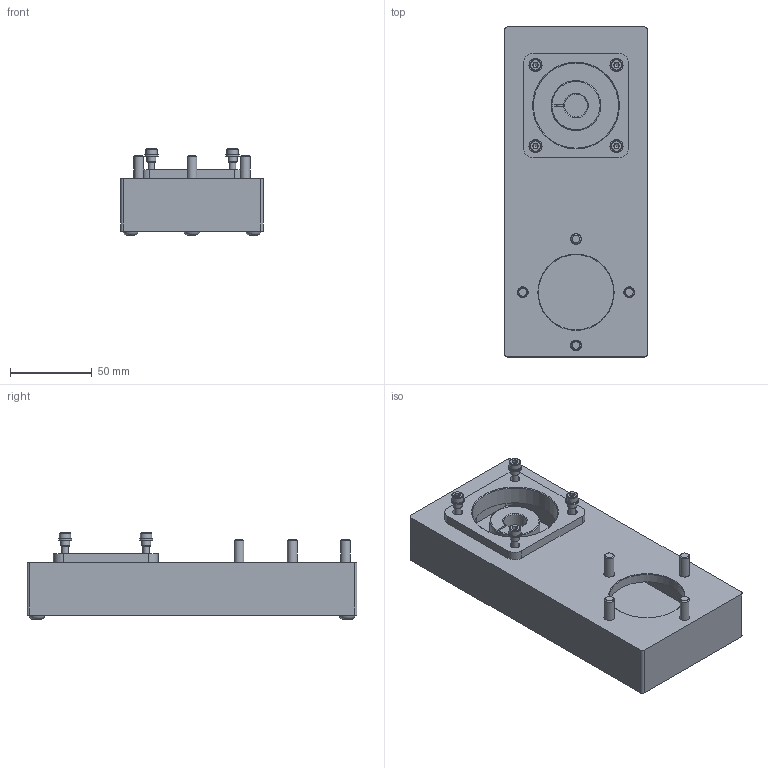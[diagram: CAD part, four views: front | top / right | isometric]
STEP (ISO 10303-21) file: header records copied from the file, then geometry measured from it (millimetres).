
FILE_DESCRIPTION(/* description */ ('STEP AP214'),/* implementation_level */ '2;1');
FILE_NAME(/* name */ '4824069_EAMM-U-87-T46-60P-114',/* time_stamp */ '2024-08-26T16:19:16+02:00',/* author */ ('License CC BY-ND 4.0'),/* organization */ ('CADENAS'),/* preprocessor_version */ 'ST-DEVELOPER v19.3',/* originating_system */ 'PARTsolutions',/* authorisation */ ' ');
FILE_SCHEMA (('AUTOMOTIVE_DESIGN {1 0 10303 214 3 1 1}'));
Length unit declared in the file: millimetre
Products named in the file (9): 4824069 EAMM-U-87-T46-60P-114; 4824069 EAMM-U-87-T46-60P-114---(P); ISO-4762 M6x20; ISO-4762 M4x20; 8098119 M4; 8095657 M4-2ST; 8160575 EAMC-30-GB16-D14x10-M; 4643583 EAMC-30-GS16-N; ISO-4762 M4x12
Assembly tree (20 placements, depth 2):
  4824069 EAMM-U-87-T46-60P-114
    4824069 EAMM-U-87-T46-60P-114---(P)
    ISO-4762 M6x20  x4
    ISO-4762 M4x20  x4
    8098119 M4  x4
    8095657 M4-2ST  x4
    8160575 EAMC-30-GB16-D14x10-M
    4643583 EAMC-30-GS16-N
    ISO-4762 M4x12
Bounding box: 87 x 201.5 x 53.3 mm (x, y, z)
Volume: 203278.6 mm3; surface area: 108961.4 mm2
Topology: 20 solids, 20 shells, 546 faces, 1244 edges, 792 vertices
Faces by surface type: plane 251, cylinder 154, cone 131, torus 10
Full cylindrical faces by diameter (mm): 3.242 x6, 4 x5, 4.5 x4, 5.5 x4, 5.72 x4, 6 x8, 6.6 x4, 7 x5, 7.4 x1, 8 x4, 9.28 x4, 9.33 x4, 9.35 x4, 9.5 x3, 10 x4, 10.42 x4, 11.18 x4, 11.6 x4, 14 x1, 46 x1, 52 x1
Entity records: 8995 total; most frequent: CARTESIAN_POINT 1630, DIRECTION 1590, ORIENTED_EDGE 1308, EDGE_CURVE 654, AXIS2_PLACEMENT_3D 651, VERTEX_POINT 468, FACE_BOUND 430, EDGE_LOOP 427
